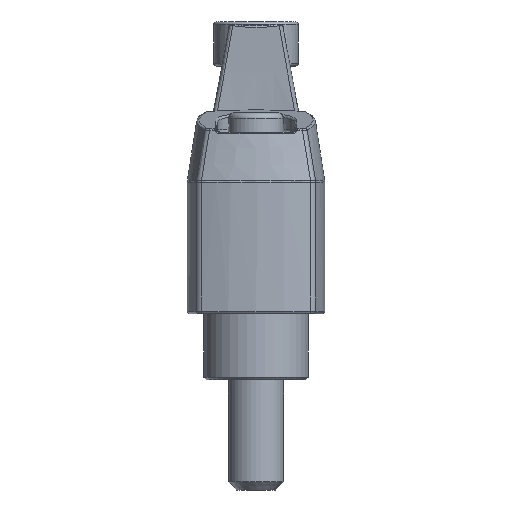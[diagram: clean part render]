
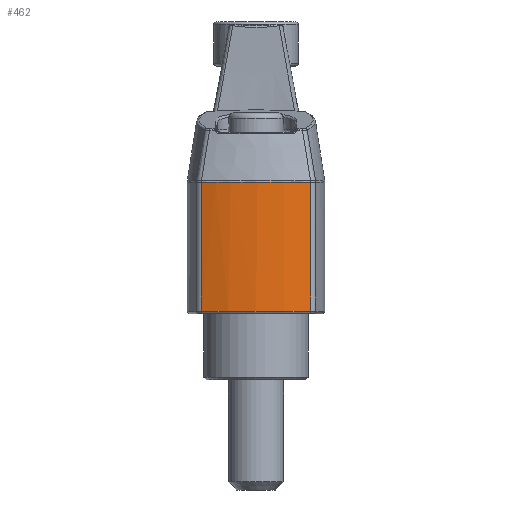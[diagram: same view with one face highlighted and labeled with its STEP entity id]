
A CAD part, left-side view. The second image highlights one B-rep face of the part: STEP entity #462.
In plain terms, the highlighted cylindrical face has radius 30.655 mm (diameter 61.31 mm), a partial arc.
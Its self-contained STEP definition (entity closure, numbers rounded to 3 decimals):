
#462 = ADVANCED_FACE( '', ( #932 ), #933, .T. );
#932 = FACE_OUTER_BOUND( '', #8956, .T. );
#933 = CYLINDRICAL_SURFACE( '', #8957, 30.655 );
#8956 = EDGE_LOOP( '', ( #10044, #10045, #10046, #10047 ) );
#8957 = AXIS2_PLACEMENT_3D( '', #10048, #10049, #10050 );
#10044 = ORIENTED_EDGE( '', *, *, #10538, .T. );
#10045 = ORIENTED_EDGE( '', *, *, #10370, .T. );
#10046 = ORIENTED_EDGE( '', *, *, #10495, .T. );
#10047 = ORIENTED_EDGE( '', *, *, #10295, .T. );
#10048 = CARTESIAN_POINT( '', ( 18.155, 0., 0. ) );
#10049 = DIRECTION( '', ( 0., 0., 1. ) );
#10050 = DIRECTION( '', ( -1., 0., 0. ) );
#10295 = EDGE_CURVE( '', #10934, #10932, #10935, .T. );
#10370 = EDGE_CURVE( '', #10946, #11033, #11035, .F. );
#10495 = EDGE_CURVE( '', #11033, #10934, #11188, .F. );
#10538 = EDGE_CURVE( '', #10932, #10946, #11232, .T. );
#10932 = VERTEX_POINT( '', #13929 );
#10934 = VERTEX_POINT( '', #13934 );
#10935 = B_SPLINE_CURVE_WITH_KNOTS( '', 3, ( #13935, #13936, #13937, #13938, #13939, #13940, #13941, #13942, #13943, #13944, #13945, #13946, #13947, #13948, #13949, #13950, #13951, #13952, #13953, #13954, #13955, #13956, #13957, #13958, #13959, #13960, #13961, #13962, #13963, #13964, #13965, #13966, #13967 ), .UNSPECIFIED., .F., .F., ( 4, 2, 2, 1, 1, 2, 2, 2, 2, 1, 2, 1, 1, 2, 2, 1, 1, 2, 2, 4 ), ( 0., 0.001, 0.001, 0.003, 0.004, 0.005, 0.006, 0.007, 0.008, 0.009, 0.01, 0.011, 0.013, 0.014, 0.014, 0.015, 0.016, 0.018, 0.019, 0.02 ), .UNSPECIFIED. );
#10946 = VERTEX_POINT( '', #14051 );
#11033 = VERTEX_POINT( '', #14384 );
#11035 = CIRCLE( '', #14386, 30.655 );
#11188 = LINE( '', #15529, #15530 );
#11232 = LINE( '', #15724, #15725 );
#13929 = CARTESIAN_POINT( '', ( -10.851, 9.917, 23.843 ) );
#13934 = CARTESIAN_POINT( '', ( -10.851, -9.917, 23.843 ) );
#13935 = CARTESIAN_POINT( '', ( -10.851, -9.917, 23.843 ) );
#13936 = CARTESIAN_POINT( '', ( -10.92, -9.716, 23.844 ) );
#13937 = CARTESIAN_POINT( '', ( -10.987, -9.515, 23.845 ) );
#13938 = CARTESIAN_POINT( '', ( -11.115, -9.112, 23.846 ) );
#13939 = CARTESIAN_POINT( '', ( -11.177, -8.91, 23.847 ) );
#13940 = CARTESIAN_POINT( '', ( -11.357, -8.303, 23.849 ) );
#13941 = CARTESIAN_POINT( '', ( -11.58, -7.491, 23.851 ) );
#13942 = CARTESIAN_POINT( '', ( -11.862, -6.264, 23.854 ) );
#13943 = CARTESIAN_POINT( '', ( -12.016, -5.44, 23.856 ) );
#13944 = CARTESIAN_POINT( '', ( -12.154, -4.614, 23.857 ) );
#13945 = CARTESIAN_POINT( '', ( -12.214, -4.199, 23.858 ) );
#13946 = CARTESIAN_POINT( '', ( -12.292, -3.575, 23.859 ) );
#13947 = CARTESIAN_POINT( '', ( -12.315, -3.366, 23.859 ) );
#13948 = CARTESIAN_POINT( '', ( -12.359, -2.949, 23.859 ) );
#13949 = CARTESIAN_POINT( '', ( -12.378, -2.74, 23.86 ) );
#13950 = CARTESIAN_POINT( '', ( -12.43, -2.112, 23.86 ) );
#13951 = CARTESIAN_POINT( '', ( -12.482, -1.271, 23.861 ) );
#13952 = CARTESIAN_POINT( '', ( -12.5, -0.425, 23.861 ) );
#13953 = CARTESIAN_POINT( '', ( -12.5, 0.425, 23.861 ) );
#13954 = CARTESIAN_POINT( '', ( -12.482, 1.271, 23.861 ) );
#13955 = CARTESIAN_POINT( '', ( -12.404, 2.532, 23.86 ) );
#13956 = CARTESIAN_POINT( '', ( -12.317, 3.367, 23.859 ) );
#13957 = CARTESIAN_POINT( '', ( -12.24, 3.991, 23.858 ) );
#13958 = CARTESIAN_POINT( '', ( -12.212, 4.199, 23.858 ) );
#13959 = CARTESIAN_POINT( '', ( -12.152, 4.613, 23.857 ) );
#13960 = CARTESIAN_POINT( '', ( -12.055, 5.234, 23.856 ) );
#13961 = CARTESIAN_POINT( '', ( -11.862, 6.264, 23.854 ) );
#13962 = CARTESIAN_POINT( '', ( -11.674, 7.082, 23.852 ) );
#13963 = CARTESIAN_POINT( '', ( -11.468, 7.897, 23.85 ) );
#13964 = CARTESIAN_POINT( '', ( -11.357, 8.303, 23.849 ) );
#13965 = CARTESIAN_POINT( '', ( -11.117, 9.112, 23.846 ) );
#13966 = CARTESIAN_POINT( '', ( -10.989, 9.516, 23.845 ) );
#13967 = CARTESIAN_POINT( '', ( -10.851, 9.917, 23.843 ) );
#14051 = CARTESIAN_POINT( '', ( -10.851, 9.917, 0.5 ) );
#14384 = CARTESIAN_POINT( '', ( -10.851, -9.917, 0.5 ) );
#14386 = AXIS2_PLACEMENT_3D( '', #15992, #15993, #15994 );
#15529 = CARTESIAN_POINT( '', ( -10.851, -9.917, 0. ) );
#15530 = VECTOR( '', #16067, 1000. );
#15724 = CARTESIAN_POINT( '', ( -10.851, 9.917, 0. ) );
#15725 = VECTOR( '', #16078, 1000. );
#15992 = CARTESIAN_POINT( '', ( 18.155, 0., 0.5 ) );
#15993 = DIRECTION( '', ( 0., 0., -1. ) );
#15994 = DIRECTION( '', ( -1., 0., 0. ) );
#16067 = DIRECTION( '', ( 0., 0., -1. ) );
#16078 = DIRECTION( '', ( 0., 0., -1. ) );
